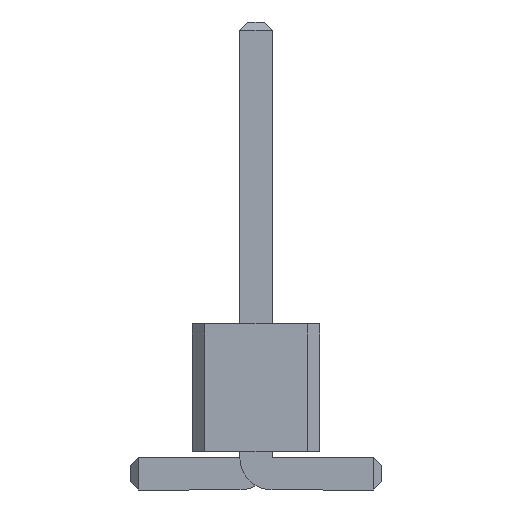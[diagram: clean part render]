
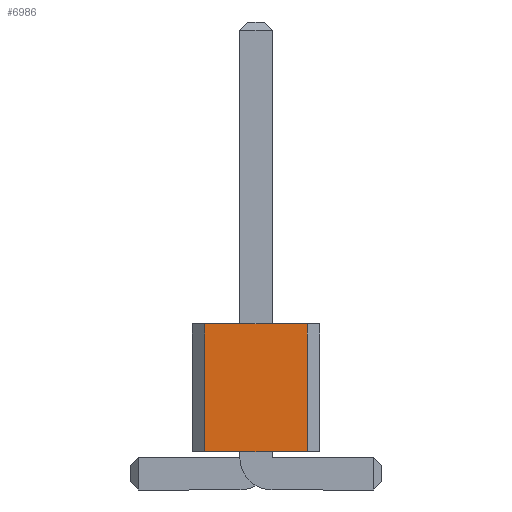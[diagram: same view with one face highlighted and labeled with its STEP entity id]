
A CAD part, front view. The second image highlights one B-rep face of the part: STEP entity #6986.
In plain terms, the highlighted planar face has unit normal (0, -1, 0).
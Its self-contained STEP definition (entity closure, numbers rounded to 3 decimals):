
#742 = VERTEX_POINT('',#743);
#743 = CARTESIAN_POINT('',(1.016,-33.02,0.76));
#749 = EDGE_CURVE('',#750,#742,#752,.T.);
#750 = VERTEX_POINT('',#751);
#751 = CARTESIAN_POINT('',(-1.016,-33.02,0.76));
#752 = LINE('',#753,#754);
#753 = CARTESIAN_POINT('',(-1.016,-33.02,0.76));
#754 = VECTOR('',#755,1.);
#755 = DIRECTION('',(1.,0.,0.));
#2875 = VERTEX_POINT('',#2876);
#2876 = CARTESIAN_POINT('',(1.016,-33.02,3.3));
#2882 = EDGE_CURVE('',#2883,#2875,#2885,.T.);
#2883 = VERTEX_POINT('',#2884);
#2884 = CARTESIAN_POINT('',(-1.016,-33.02,3.3));
#2885 = LINE('',#2886,#2887);
#2886 = CARTESIAN_POINT('',(-1.016,-33.02,3.3));
#2887 = VECTOR('',#2888,1.);
#2888 = DIRECTION('',(1.,0.,0.));
#6958 = EDGE_CURVE('',#750,#2883,#6959,.T.);
#6959 = LINE('',#6960,#6961);
#6960 = CARTESIAN_POINT('',(-1.016,-33.02,0.76));
#6961 = VECTOR('',#6962,1.);
#6962 = DIRECTION('',(0.,0.,1.));
#6986 = ADVANCED_FACE('',(#6987),#6998,.F.);
#6987 = FACE_BOUND('',#6988,.F.);
#6988 = EDGE_LOOP('',(#6989,#6990,#6991,#6997));
#6989 = ORIENTED_EDGE('',*,*,#6958,.T.);
#6990 = ORIENTED_EDGE('',*,*,#2882,.T.);
#6991 = ORIENTED_EDGE('',*,*,#6992,.F.);
#6992 = EDGE_CURVE('',#742,#2875,#6993,.T.);
#6993 = LINE('',#6994,#6995);
#6994 = CARTESIAN_POINT('',(1.016,-33.02,0.76));
#6995 = VECTOR('',#6996,1.);
#6996 = DIRECTION('',(0.,0.,1.));
#6997 = ORIENTED_EDGE('',*,*,#749,.F.);
#6998 = PLANE('',#6999);
#6999 = AXIS2_PLACEMENT_3D('',#7000,#7001,#7002);
#7000 = CARTESIAN_POINT('',(-1.016,-33.02,0.76));
#7001 = DIRECTION('',(0.,1.,0.));
#7002 = DIRECTION('',(1.,0.,0.));
